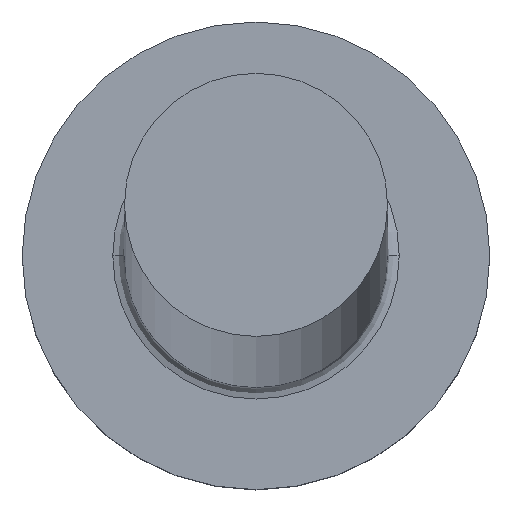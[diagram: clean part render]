
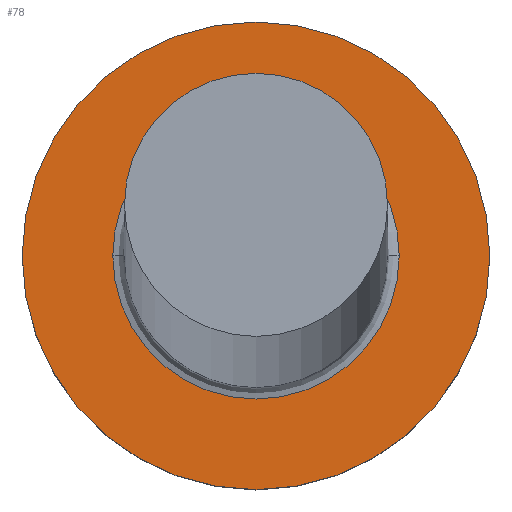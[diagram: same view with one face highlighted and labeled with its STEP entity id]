
A CAD part, top view. The second image highlights one B-rep face of the part: STEP entity #78.
In plain terms, the highlighted planar face has unit normal (0, 0, 1).
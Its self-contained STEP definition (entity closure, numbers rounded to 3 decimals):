
#11 = DIRECTION ( 'NONE',  ( 0., 0., 1. ) ) ;
#12 = CARTESIAN_POINT ( 'NONE',  ( 4., 0., 3. ) ) ;
#13 = CARTESIAN_POINT ( 'NONE',  ( 0., 0., 3. ) ) ;
#22 = DIRECTION ( 'NONE',  ( 1., 0., 0. ) ) ;
#23 = DIRECTION ( 'NONE',  ( 0., 0., 1. ) ) ;
#25 = EDGE_CURVE ( 'NONE', #296, #42, #39, .T. ) ;
#37 = EDGE_CURVE ( 'NONE', #42, #296, #166, .T. ) ;
#39 = CIRCLE ( 'NONE', #103, 2.45 ) ;
#42 = VERTEX_POINT ( 'NONE', #136 ) ;
#44 = ORIENTED_EDGE ( 'NONE', *, *, #25, .T. ) ;
#51 = CIRCLE ( 'NONE', #288, 4. ) ;
#62 = ORIENTED_EDGE ( 'NONE', *, *, #37, .T. ) ;
#64 = VERTEX_POINT ( 'NONE', #12 ) ;
#65 = FACE_BOUND ( 'NONE', #257, .T. ) ;
#77 = CARTESIAN_POINT ( 'NONE',  ( -2.45, 0., 3. ) ) ;
#78 = ADVANCED_FACE ( 'NONE', ( #65, #151 ), #231, .T. ) ;
#87 = DIRECTION ( 'NONE',  ( 1., 0., 0. ) ) ;
#89 = DIRECTION ( 'NONE',  ( 0., 0., 1. ) ) ;
#90 = DIRECTION ( 'NONE',  ( 0., 0., -1. ) ) ;
#103 = AXIS2_PLACEMENT_3D ( 'NONE', #249, #297, #201 ) ;
#136 = CARTESIAN_POINT ( 'NONE',  ( 2.45, 0., 3. ) ) ;
#145 = CARTESIAN_POINT ( 'NONE',  ( 0., 0., 3. ) ) ;
#151 = FACE_OUTER_BOUND ( 'NONE', #219, .T. ) ;
#166 = CIRCLE ( 'NONE', #274, 2.45 ) ;
#174 = CIRCLE ( 'NONE', #182, 4. ) ;
#175 = EDGE_CURVE ( 'NONE', #64, #302, #174, .T. ) ;
#176 = DIRECTION ( 'NONE',  ( 1., 0., 0. ) ) ;
#182 = AXIS2_PLACEMENT_3D ( 'NONE', #251, #89, #176 ) ;
#192 = ORIENTED_EDGE ( 'NONE', *, *, #268, .T. ) ;
#201 = DIRECTION ( 'NONE',  ( 1., 0., 0. ) ) ;
#219 = EDGE_LOOP ( 'NONE', ( #192, #271 ) ) ;
#227 = DIRECTION ( 'NONE',  ( 1., 0., 0. ) ) ;
#231 = PLANE ( 'NONE',  #248 ) ;
#248 = AXIS2_PLACEMENT_3D ( 'NONE', #252, #11, #87 ) ;
#249 = CARTESIAN_POINT ( 'NONE',  ( 0., 0., 3. ) ) ;
#251 = CARTESIAN_POINT ( 'NONE',  ( 0., 0., 3. ) ) ;
#252 = CARTESIAN_POINT ( 'NONE',  ( 0., 0., 3. ) ) ;
#257 = EDGE_LOOP ( 'NONE', ( #62, #44 ) ) ;
#268 = EDGE_CURVE ( 'NONE', #302, #64, #51, .T. ) ;
#271 = ORIENTED_EDGE ( 'NONE', *, *, #175, .T. ) ;
#274 = AXIS2_PLACEMENT_3D ( 'NONE', #13, #90, #227 ) ;
#288 = AXIS2_PLACEMENT_3D ( 'NONE', #145, #23, #22 ) ;
#296 = VERTEX_POINT ( 'NONE', #77 ) ;
#297 = DIRECTION ( 'NONE',  ( 0., 0., -1. ) ) ;
#302 = VERTEX_POINT ( 'NONE', #306 ) ;
#306 = CARTESIAN_POINT ( 'NONE',  ( -4., 0., 3. ) ) ;
